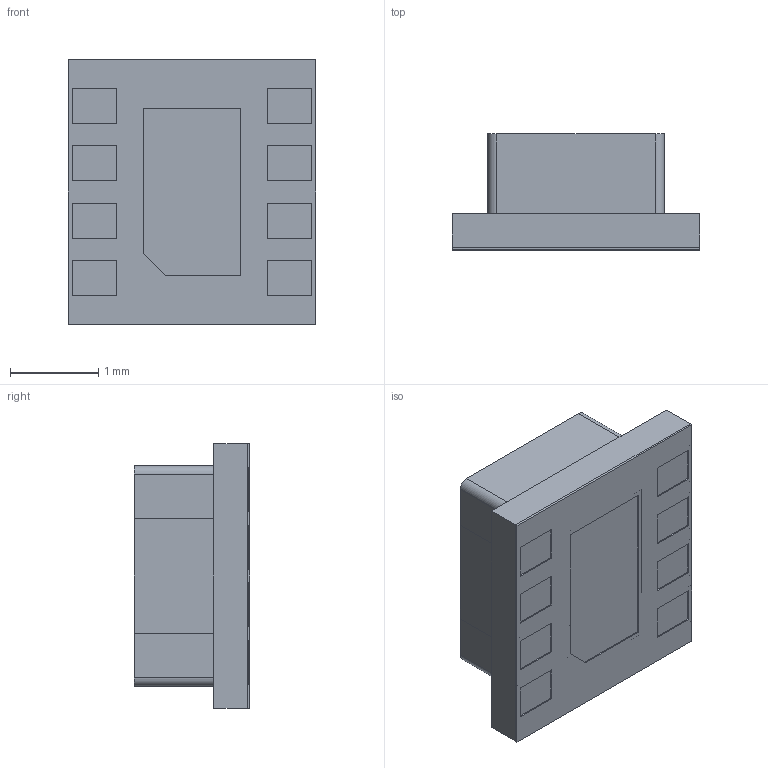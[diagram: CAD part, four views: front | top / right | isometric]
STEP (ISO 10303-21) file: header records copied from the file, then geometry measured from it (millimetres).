
FILE_DESCRIPTION((''),'2;1');
FILE_NAME('SIL0008C_ASM','2014-12-23T',('a0412025'),(''),'PRO/ENGINEER BY PARAMETRIC TECHNOLOGY CORPORATION, 2011490','PRO/ENGINEER BY PARAMETRIC TECHNOLOGY CORPORATION, 2011490','');
FILE_SCHEMA(('AUTOMOTIVE_DESIGN_CC2 { 1 2 10303 214 -1 1 5 2 }'));
Length unit declared in the file: millimetre
Products named in the file (7): SOLDERMASK-SIL0008C; METAL-SIL0008C; SUBSTRATE-SIP; INDUCTOR-BODY-MLV; INDUCTOR-TERMNL-MLV; INDUCTOR-DFE252010P_ASM; SIL0008C_ASM
Assembly tree (7 placements, depth 3):
  SIL0008C_ASM
    SOLDERMASK-SIL0008C
    METAL-SIL0008C
    SUBSTRATE-SIP
    INDUCTOR-DFE252010P_ASM
      INDUCTOR-BODY-MLV
      INDUCTOR-TERMNL-MLV  x2
Bounding box: 2.8 x 1.31 x 3 mm (x, y, z)
Volume: 7.9 mm3; surface area: 66.4 mm2
Topology: 14 solids, 14 shells, 164 faces, 405 edges, 270 vertices
Faces by surface type: plane 160, cylinder 4
Entity records: 6009 total; most frequent: CARTESIAN_POINT 818, ORIENTED_EDGE 774, DIRECTION 737, PRESENTATION_STYLE_ASSIGNMENT 400, STYLED_ITEM 400, CURVE_STYLE 387, EDGE_CURVE 387, VECTOR 383
